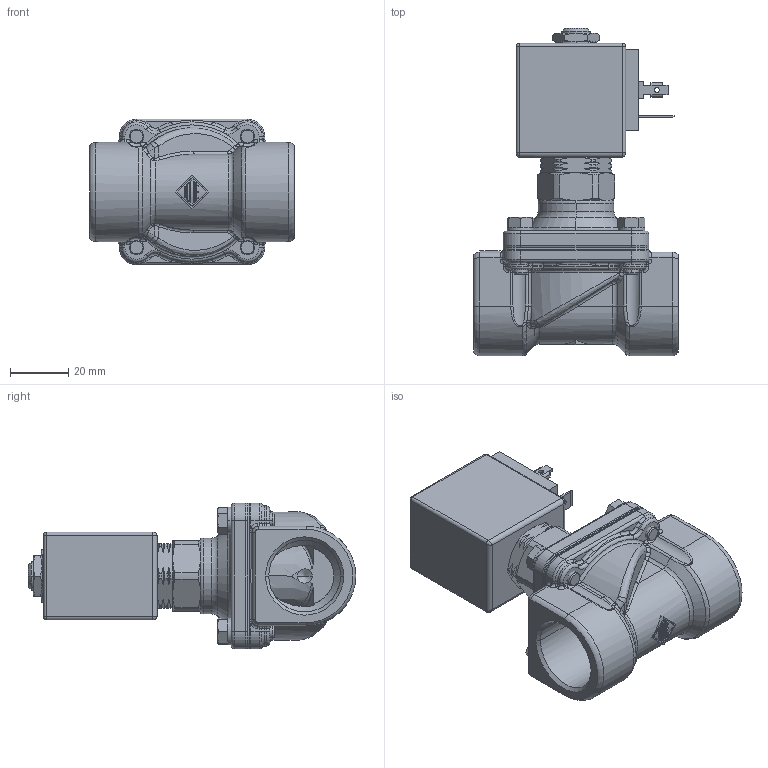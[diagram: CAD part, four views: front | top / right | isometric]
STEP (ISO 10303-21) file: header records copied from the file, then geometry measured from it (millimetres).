
FILE_DESCRIPTION((''),'2;1');
FILE_NAME('21HT5Z0V160_ASM','2015-07-27T',('manzoniste'),('O.D.E.'),'PRO/ENGINEER BY PARAMETRIC TECHNOLOGY CORPORATION, 2011410','PRO/ENGINEER BY PARAMETRIC TECHNOLOGY CORPORATION, 2011410','');
FILE_SCHEMA(('CONFIG_CONTROL_DESIGN','SHAPE_APPEARANCE_LAYERS_GROUPS'));
Length unit declared in the file: millimetre
Products named in the file (1): 21HT5Z0V160_ASM
Bounding box: 70 x 112.2 x 50 mm (x, y, z)
Volume: 35734.3 mm3; surface area: 68944.8 mm2
Topology: 2 solids, 13 shells, 1707 faces, 4392 edges, 2701 vertices
Faces by surface type: plane 770, cylinder 474, cone 198, torus 151, bspline 88, sphere 22, revolution 4
Entity records: 70847 total; most frequent: CARTESIAN_POINT 17152, ORIENTED_EDGE 8726, DIRECTION 8556, EDGE_CURVE 4378, AXIS2_PLACEMENT_3D 3112, PRESENTATION_STYLE_ASSIGNMENT 2863, STYLED_ITEM 2863, VERTEX_POINT 2701
